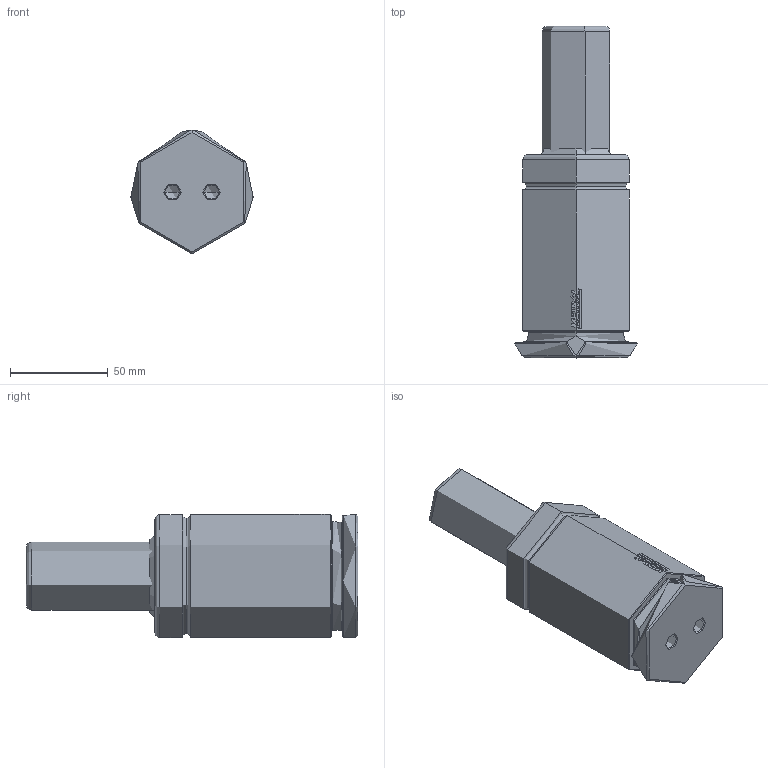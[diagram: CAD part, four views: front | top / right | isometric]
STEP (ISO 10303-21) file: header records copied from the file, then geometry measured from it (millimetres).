
FILE_DESCRIPTION (( 'STEP AP214' ), '1' );
FILE_NAME ('EX1500-063.STEP', '2019-04-01T09:20:09', ( 'Metrol Springs' ), ( 'Hewlett-Packard Company' ), 'SwSTEP 2.0', 'SolidWorks 2017', '' );
FILE_SCHEMA (( 'AUTOMOTIVE_DESIGN' ));
Length unit declared in the file: millimetre
Products named in the file (3): EX1500 Body_EX-1500-063; EX1500-063; EX1500 Piston_EX-1500-063
Assembly tree (2 placements, depth 2):
  EX1500-063
    EX1500 Body_EX-1500-063
    EX1500 Piston_EX-1500-063
Bounding box: 62.8 x 170 x 63.1 mm (x, y, z)
Volume: 265376.5 mm3; surface area: 56180.1 mm2
Topology: 7 solids, 7 shells, 166 faces, 404 edges, 256 vertices
Faces by surface type: cylinder 57, bspline 41, plane 34, cone 19, torus 15
Entity records: 7676 total; most frequent: CARTESIAN_POINT 2992, ORIENTED_EDGE 796, DIRECTION 616, EDGE_CURVE 398, VERTEX_POINT 256, AXIS2_PLACEMENT_3D 233, EDGE_LOOP 180, FACE_OUTER_BOUND 166
